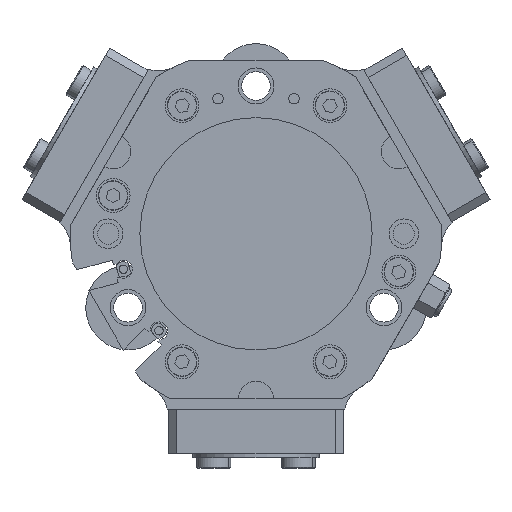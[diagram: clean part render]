
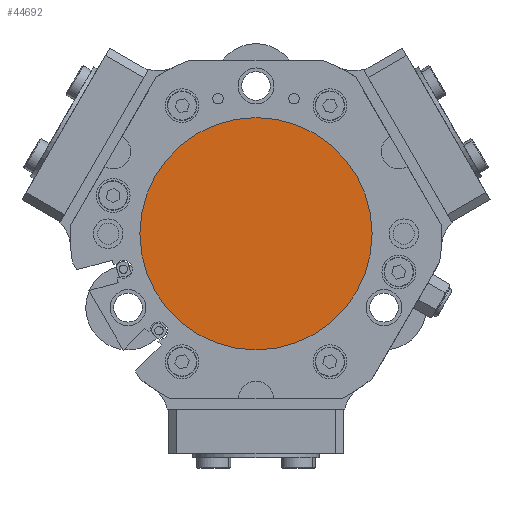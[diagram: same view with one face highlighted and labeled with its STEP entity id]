
A CAD part, front view. The second image highlights one B-rep face of the part: STEP entity #44692.
In plain terms, the highlighted face is planar.
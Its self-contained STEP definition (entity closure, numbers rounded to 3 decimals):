
#2765 = AXIS2_PLACEMENT_3D ( 'NONE', #40498, #30479, #3041 ) ;
#3041 = DIRECTION ( 'NONE',  ( 0., 0., 1. ) ) ;
#5879 = CARTESIAN_POINT ( 'NONE',  ( 0., 19.8, 0. ) ) ;
#6034 = DIRECTION ( 'NONE',  ( 0., 0., 1. ) ) ;
#7105 = EDGE_LOOP ( 'NONE', ( #37061, #16711 ) ) ;
#8856 = AXIS2_PLACEMENT_3D ( 'NONE', #5879, #26813, #6034 ) ;
#8942 = AXIS2_PLACEMENT_3D ( 'NONE', #40381, #19560, #30223 ) ;
#12021 = FACE_OUTER_BOUND ( 'NONE', #7105, .T. ) ;
#13770 = CARTESIAN_POINT ( 'NONE',  ( 0., 19.8, -27.5 ) ) ;
#16711 = ORIENTED_EDGE ( 'NONE', *, *, #36334, .T. ) ;
#19560 = DIRECTION ( 'NONE',  ( 0., 1., 0. ) ) ;
#25091 = VERTEX_POINT ( 'NONE', #13770 ) ;
#26813 = DIRECTION ( 'NONE',  ( 0., 1., 0. ) ) ;
#27584 = CIRCLE ( 'NONE', #8856, 27.5 ) ;
#30223 = DIRECTION ( 'NONE',  ( 0., 0., 1. ) ) ;
#30479 = DIRECTION ( 'NONE',  ( 0., 1., 0. ) ) ;
#33453 = EDGE_CURVE ( 'NONE', #43383, #25091, #27584, .T. ) ;
#33964 = PLANE ( 'NONE',  #2765 ) ;
#34625 = CIRCLE ( 'NONE', #8942, 27.5 ) ;
#36334 = EDGE_CURVE ( 'NONE', #25091, #43383, #34625, .T. ) ;
#37061 = ORIENTED_EDGE ( 'NONE', *, *, #33453, .T. ) ;
#40381 = CARTESIAN_POINT ( 'NONE',  ( 0., 19.8, 0. ) ) ;
#40498 = CARTESIAN_POINT ( 'NONE',  ( 0., 19.8, 0. ) ) ;
#43383 = VERTEX_POINT ( 'NONE', #44728 ) ;
#44692 = ADVANCED_FACE ( 'NONE', ( #12021 ), #33964, .T. ) ;
#44728 = CARTESIAN_POINT ( 'NONE',  ( 0., 19.8, 27.5 ) ) ;
